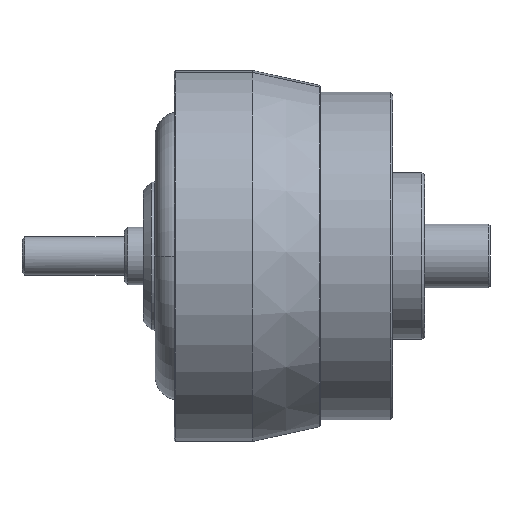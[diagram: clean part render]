
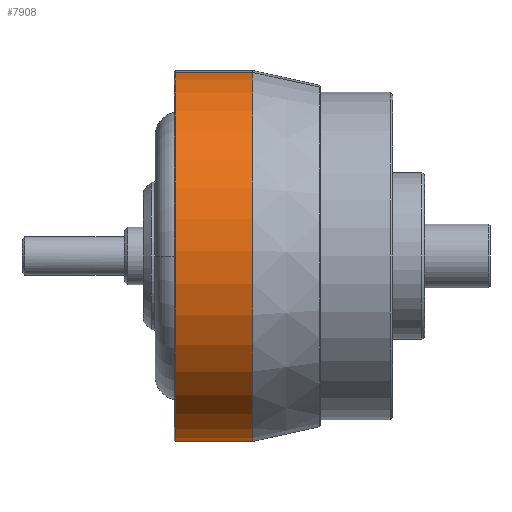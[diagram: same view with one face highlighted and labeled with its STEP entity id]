
A CAD part, front view. The second image highlights one B-rep face of the part: STEP entity #7908.
In plain terms, the highlighted cylindrical face has radius 46.038 mm (diameter 92.075 mm), a partial arc.
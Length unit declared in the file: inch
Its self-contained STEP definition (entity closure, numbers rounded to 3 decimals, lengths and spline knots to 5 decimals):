
#92 = DIRECTION ( 'NONE',  ( 1., 0., 0. ) ) ;
#285 = LINE ( 'NONE', #10393, #11385 ) ;
#469 = DIRECTION ( 'NONE',  ( 0., 0.149, -0.989 ) ) ;
#719 = VERTEX_POINT ( 'NONE', #6411 ) ;
#1237 = CYLINDRICAL_SURFACE ( 'NONE', #2026, 1.8125 ) ;
#1393 = AXIS2_PLACEMENT_3D ( 'NONE', #10961, #5703, #469 ) ;
#1659 = EDGE_CURVE ( 'NONE', #5170, #7408, #2629, .T. ) ;
#1665 = ORIENTED_EDGE ( 'NONE', *, *, #3682, .T. ) ;
#1755 = VERTEX_POINT ( 'NONE', #4525 ) ;
#2026 = AXIS2_PLACEMENT_3D ( 'NONE', #2330, #5834, #2370 ) ;
#2330 = CARTESIAN_POINT ( 'NONE',  ( 1.0415, 0., 0. ) ) ;
#2370 = DIRECTION ( 'NONE',  ( 0., 0.149, -0.989 ) ) ;
#2629 = LINE ( 'NONE', #3559, #9387 ) ;
#2693 = CARTESIAN_POINT ( 'NONE',  ( -0.7285, 0., 0. ) ) ;
#3214 = CIRCLE ( 'NONE', #6341, 1.8125 ) ;
#3264 = EDGE_LOOP ( 'NONE', ( #10797, #1665, #6852, #7836 ) ) ;
#3463 = EDGE_CURVE ( 'NONE', #719, #1755, #285, .T. ) ;
#3559 = CARTESIAN_POINT ( 'NONE',  ( 1.0415, -0.27014, 1.79226 ) ) ;
#3564 = DIRECTION ( 'NONE',  ( 0., 0.149, -0.989 ) ) ;
#3682 = EDGE_CURVE ( 'NONE', #5170, #719, #3214, .T. ) ;
#4525 = CARTESIAN_POINT ( 'NONE',  ( 0.0315, 0.27014, -1.79226 ) ) ;
#4864 = CIRCLE ( 'NONE', #1393, 1.8125 ) ;
#4946 = CARTESIAN_POINT ( 'NONE',  ( -0.7285, -0.27014, 1.79226 ) ) ;
#5170 = VERTEX_POINT ( 'NONE', #4946 ) ;
#5267 = CARTESIAN_POINT ( 'NONE',  ( 0.0315, -0.27014, 1.79226 ) ) ;
#5652 = EDGE_CURVE ( 'NONE', #7408, #1755, #4864, .T. ) ;
#5703 = DIRECTION ( 'NONE',  ( 1., 0., 0. ) ) ;
#5834 = DIRECTION ( 'NONE',  ( 1., 0., 0. ) ) ;
#6341 = AXIS2_PLACEMENT_3D ( 'NONE', #2693, #8831, #3564 ) ;
#6411 = CARTESIAN_POINT ( 'NONE',  ( -0.7285, 0.27014, -1.79226 ) ) ;
#6852 = ORIENTED_EDGE ( 'NONE', *, *, #3463, .T. ) ;
#7408 = VERTEX_POINT ( 'NONE', #5267 ) ;
#7836 = ORIENTED_EDGE ( 'NONE', *, *, #5652, .F. ) ;
#7908 = ADVANCED_FACE ( 'NONE', ( #9329 ), #1237, .T. ) ;
#8831 = DIRECTION ( 'NONE',  ( 1., 0., 0. ) ) ;
#9329 = FACE_OUTER_BOUND ( 'NONE', #3264, .T. ) ;
#9387 = VECTOR ( 'NONE', #92, 39.37008 ) ;
#9539 = DIRECTION ( 'NONE',  ( 1., 0., 0. ) ) ;
#10393 = CARTESIAN_POINT ( 'NONE',  ( 1.0415, 0.27014, -1.79226 ) ) ;
#10797 = ORIENTED_EDGE ( 'NONE', *, *, #1659, .F. ) ;
#10961 = CARTESIAN_POINT ( 'NONE',  ( 0.0315, 0., 0. ) ) ;
#11385 = VECTOR ( 'NONE', #9539, 39.37008 ) ;
